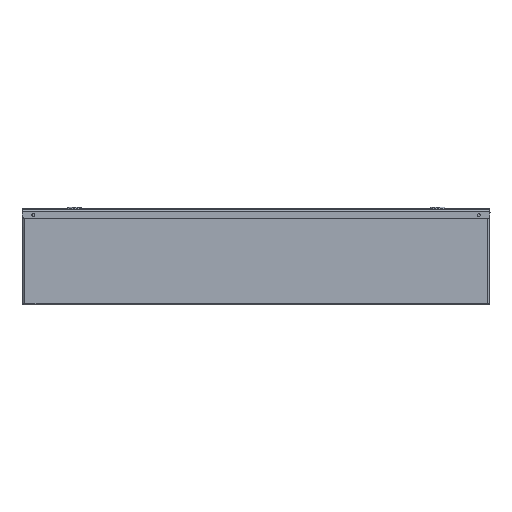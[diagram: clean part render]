
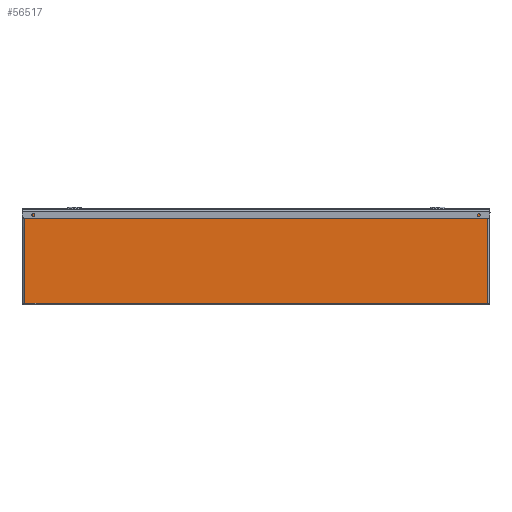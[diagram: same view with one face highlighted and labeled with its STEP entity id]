
A CAD part, front view. The second image highlights one B-rep face of the part: STEP entity #56517.
In plain terms, the highlighted planar face has unit normal (0, -1, 0).
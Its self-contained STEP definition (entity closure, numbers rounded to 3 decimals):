
#2974 = CARTESIAN_POINT ( 'NONE',  ( -15., -4.5, 0.112 ) ) ;
#3084 = EDGE_LOOP ( 'NONE', ( #61571, #19071, #40351, #39593, #44425, #62600, #18987, #5903 ) ) ;
#5396 = VECTOR ( 'NONE', #26178, 39.37 ) ;
#5556 = LINE ( 'NONE', #56406, #13341 ) ;
#5557 = VERTEX_POINT ( 'NONE', #63431 ) ;
#5903 = ORIENTED_EDGE ( 'NONE', *, *, #33761, .F. ) ;
#8006 = AXIS2_PLACEMENT_3D ( 'NONE', #25854, #55422, #35055 ) ;
#10384 = CARTESIAN_POINT ( 'NONE',  ( -14.828, -4.5, 0.117 ) ) ;
#10678 = DIRECTION ( 'NONE',  ( 0., 0., -1. ) ) ;
#11015 = CARTESIAN_POINT ( 'NONE',  ( 14.94, -4.5, 0.117 ) ) ;
#11452 = VERTEX_POINT ( 'NONE', #49106 ) ;
#13341 = VECTOR ( 'NONE', #46561, 39.37 ) ;
#14385 = CARTESIAN_POINT ( 'NONE',  ( -14.94, -4.5, 0. ) ) ;
#16868 = VERTEX_POINT ( 'NONE', #27531 ) ;
#16928 = VERTEX_POINT ( 'NONE', #17050 ) ;
#16959 = LINE ( 'NONE', #51766, #29693 ) ;
#17050 = CARTESIAN_POINT ( 'NONE',  ( -14.828, -4.5, 5.888 ) ) ;
#17869 = VECTOR ( 'NONE', #60613, 39.37 ) ;
#18987 = ORIENTED_EDGE ( 'NONE', *, *, #46595, .F. ) ;
#19071 = ORIENTED_EDGE ( 'NONE', *, *, #53128, .T. ) ;
#20306 = CARTESIAN_POINT ( 'NONE',  ( -14.828, -4.5, 0. ) ) ;
#25854 = CARTESIAN_POINT ( 'NONE',  ( -15., -4.5, 0. ) ) ;
#25884 = VECTOR ( 'NONE', #58739, 39.37 ) ;
#26178 = DIRECTION ( 'NONE',  ( 0., 0., -1. ) ) ;
#26625 = CARTESIAN_POINT ( 'NONE',  ( 14.94, -4.5, 0.112 ) ) ;
#26787 = DIRECTION ( 'NONE',  ( 0., 0., 1. ) ) ;
#27531 = CARTESIAN_POINT ( 'NONE',  ( 14.828, -4.5, 0.117 ) ) ;
#29693 = VECTOR ( 'NONE', #26787, 39.37 ) ;
#30133 = PLANE ( 'NONE',  #8006 ) ;
#30198 = DIRECTION ( 'NONE',  ( -1., 0., 0. ) ) ;
#30975 = VERTEX_POINT ( 'NONE', #43815 ) ;
#31889 = EDGE_CURVE ( 'NONE', #16928, #56868, #45267, .T. ) ;
#33265 = LINE ( 'NONE', #55486, #39418 ) ;
#33761 = EDGE_CURVE ( 'NONE', #56106, #54052, #55319, .T. ) ;
#35055 = DIRECTION ( 'NONE',  ( 0., 0., -1. ) ) ;
#39418 = VECTOR ( 'NONE', #30198, 39.37 ) ;
#39593 = ORIENTED_EDGE ( 'NONE', *, *, #31889, .T. ) ;
#39909 = CARTESIAN_POINT ( 'NONE',  ( 14.94, -4.5, 3.056 ) ) ;
#40000 = FACE_OUTER_BOUND ( 'NONE', #3084, .T. ) ;
#40351 = ORIENTED_EDGE ( 'NONE', *, *, #43440, .T. ) ;
#43440 = EDGE_CURVE ( 'NONE', #11452, #16928, #33265, .T. ) ;
#43815 = CARTESIAN_POINT ( 'NONE',  ( -14.94, -4.5, 0.112 ) ) ;
#44282 = DIRECTION ( 'NONE',  ( 0., 0., -1. ) ) ;
#44425 = ORIENTED_EDGE ( 'NONE', *, *, #63219, .T. ) ;
#44598 = LINE ( 'NONE', #14385, #59191 ) ;
#45267 = LINE ( 'NONE', #20306, #5396 ) ;
#45547 = CARTESIAN_POINT ( 'NONE',  ( -15., -4.5, 0.117 ) ) ;
#45864 = LINE ( 'NONE', #45547, #17869 ) ;
#46561 = DIRECTION ( 'NONE',  ( -1., 0., 0. ) ) ;
#46595 = EDGE_CURVE ( 'NONE', #54052, #30975, #53176, .T. ) ;
#49106 = CARTESIAN_POINT ( 'NONE',  ( 14.828, -4.5, 5.888 ) ) ;
#51766 = CARTESIAN_POINT ( 'NONE',  ( 14.828, -4.5, 0. ) ) ;
#52492 = VECTOR ( 'NONE', #10678, 39.37 ) ;
#53128 = EDGE_CURVE ( 'NONE', #16868, #11452, #16959, .T. ) ;
#53176 = LINE ( 'NONE', #2974, #25884 ) ;
#54052 = VERTEX_POINT ( 'NONE', #26625 ) ;
#55319 = LINE ( 'NONE', #39909, #52492 ) ;
#55422 = DIRECTION ( 'NONE',  ( 0., -1., 0. ) ) ;
#55486 = CARTESIAN_POINT ( 'NONE',  ( -15., -4.5, 5.888 ) ) ;
#56106 = VERTEX_POINT ( 'NONE', #11015 ) ;
#56406 = CARTESIAN_POINT ( 'NONE',  ( -15., -4.5, 0.117 ) ) ;
#56517 = ADVANCED_FACE ( 'NONE', ( #40000 ), #30133, .T. ) ;
#56868 = VERTEX_POINT ( 'NONE', #10384 ) ;
#58739 = DIRECTION ( 'NONE',  ( -1., 0., 0. ) ) ;
#59191 = VECTOR ( 'NONE', #44282, 39.37 ) ;
#59844 = EDGE_CURVE ( 'NONE', #56106, #16868, #5556, .T. ) ;
#60613 = DIRECTION ( 'NONE',  ( -1., 0., 0. ) ) ;
#61571 = ORIENTED_EDGE ( 'NONE', *, *, #59844, .T. ) ;
#62600 = ORIENTED_EDGE ( 'NONE', *, *, #64199, .T. ) ;
#63219 = EDGE_CURVE ( 'NONE', #56868, #5557, #45864, .T. ) ;
#63431 = CARTESIAN_POINT ( 'NONE',  ( -14.94, -4.5, 0.117 ) ) ;
#64199 = EDGE_CURVE ( 'NONE', #5557, #30975, #44598, .T. ) ;
